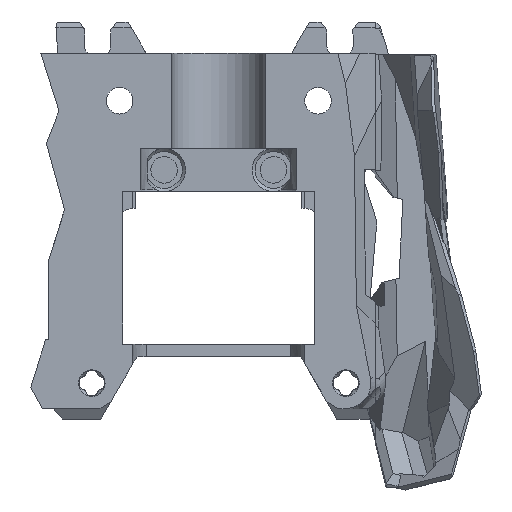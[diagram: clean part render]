
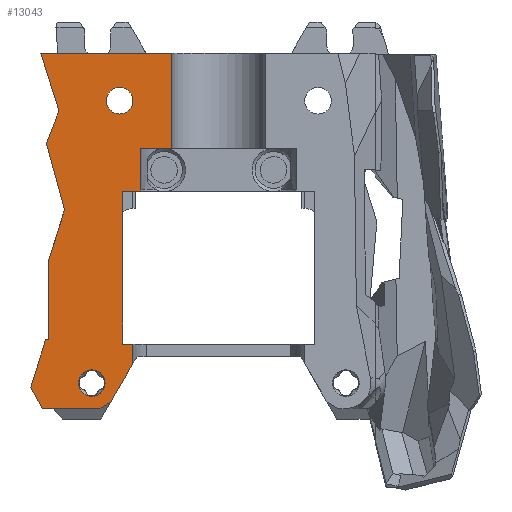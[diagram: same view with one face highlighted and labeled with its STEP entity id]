
A CAD part, front view. The second image highlights one B-rep face of the part: STEP entity #13043.
In plain terms, the highlighted planar face has unit normal (0, -1, 0).
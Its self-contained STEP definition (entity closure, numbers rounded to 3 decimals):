
#40=FACE_BOUND('',#1831,.T.);
#41=FACE_BOUND('',#1832,.T.);
#417=CIRCLE('',#13264,1.7);
#422=CIRCLE('',#13270,1.7);
#1144=FACE_OUTER_BOUND('',#1830,.T.);
#1830=EDGE_LOOP('',(#11057,#11058,#11059,#11060,#11061,#11062,#11063,#11064,
#11065,#11066,#11067,#11068,#11069,#11070,#11071,#11072,#11073,#11074,#11075,
#11076,#11077,#11078));
#1831=EDGE_LOOP('',(#11079));
#1832=EDGE_LOOP('',(#11080));
#2041=LINE('',#17128,#3551);
#2045=LINE('',#17135,#3555);
#2058=LINE('',#17162,#3568);
#2074=LINE('',#17195,#3584);
#2162=LINE('',#17409,#3672);
#2168=LINE('',#17422,#3678);
#2169=LINE('',#17424,#3679);
#2173=LINE('',#17431,#3683);
#2174=LINE('',#17433,#3684);
#2175=LINE('',#17436,#3685);
#2181=LINE('',#17447,#3691);
#2182=LINE('',#17450,#3692);
#2187=LINE('',#17458,#3697);
#3062=LINE('',#21721,#4572);
#3063=LINE('',#21723,#4573);
#3067=LINE('',#21732,#4577);
#3069=LINE('',#21766,#4579);
#3074=LINE('',#21796,#4584);
#3149=LINE('',#21980,#4659);
#3154=LINE('',#21992,#4664);
#3155=LINE('',#21994,#4665);
#3169=LINE('',#22077,#4679);
#3551=VECTOR('',#14054,10.);
#3555=VECTOR('',#14058,10.);
#3568=VECTOR('',#14073,10.);
#3584=VECTOR('',#14097,10.);
#3672=VECTOR('',#14235,10.);
#3678=VECTOR('',#14245,10.);
#3679=VECTOR('',#14248,10.);
#3683=VECTOR('',#14254,10.);
#3684=VECTOR('',#14257,10.);
#3685=VECTOR('',#14260,10.);
#3691=VECTOR('',#14268,10.);
#3692=VECTOR('',#14271,10.);
#3697=VECTOR('',#14278,10.);
#4572=VECTOR('',#16053,10.);
#4573=VECTOR('',#16054,10.);
#4577=VECTOR('',#16062,10.);
#4579=VECTOR('',#16076,10.);
#4584=VECTOR('',#16087,10.);
#4659=VECTOR('',#16260,10.);
#4664=VECTOR('',#16271,10.);
#4665=VECTOR('',#16274,10.);
#4679=VECTOR('',#16336,10.);
#5065=VERTEX_POINT('',#17125);
#5066=VERTEX_POINT('',#17127);
#5069=VERTEX_POINT('',#17134);
#5081=VERTEX_POINT('',#17159);
#5082=VERTEX_POINT('',#17161);
#5094=VERTEX_POINT('',#17193);
#5095=VERTEX_POINT('',#17194);
#5168=VERTEX_POINT('',#17406);
#5169=VERTEX_POINT('',#17408);
#5174=VERTEX_POINT('',#17420);
#5176=VERTEX_POINT('',#17429);
#5177=VERTEX_POINT('',#17435);
#5181=VERTEX_POINT('',#17445);
#5182=VERTEX_POINT('',#17449);
#5185=VERTEX_POINT('',#17460);
#5190=VERTEX_POINT('',#17472);
#5953=VERTEX_POINT('',#21718);
#5954=VERTEX_POINT('',#21720);
#5955=VERTEX_POINT('',#21722);
#5957=VERTEX_POINT('',#21730);
#5958=VERTEX_POINT('',#21731);
#5967=VERTEX_POINT('',#21764);
#5968=VERTEX_POINT('',#21765);
#6024=VERTEX_POINT('',#21982);
#6320=EDGE_CURVE('',#5066,#5065,#2041,.T.);
#6324=EDGE_CURVE('',#5066,#5069,#2045,.T.);
#6337=EDGE_CURVE('',#5081,#5082,#2058,.T.);
#6353=EDGE_CURVE('',#5094,#5095,#2074,.T.);
#6447=EDGE_CURVE('',#5168,#5169,#2162,.T.);
#6454=EDGE_CURVE('',#5168,#5174,#2168,.T.);
#6455=EDGE_CURVE('',#5174,#5095,#2169,.F.);
#6459=EDGE_CURVE('',#5094,#5176,#2173,.T.);
#6460=EDGE_CURVE('',#5082,#5176,#2174,.T.);
#6461=EDGE_CURVE('',#5177,#5081,#2175,.T.);
#6467=EDGE_CURVE('',#5177,#5181,#2181,.F.);
#6468=EDGE_CURVE('',#5182,#5181,#2182,.T.);
#6473=EDGE_CURVE('',#5069,#5182,#2187,.T.);
#6474=EDGE_CURVE('',#5185,#5185,#417,.T.);
#6480=EDGE_CURVE('',#5190,#5190,#422,.T.);
#7661=EDGE_CURVE('',#5954,#5953,#3062,.T.);
#7662=EDGE_CURVE('',#5955,#5954,#3063,.T.);
#7666=EDGE_CURVE('',#5957,#5958,#3067,.T.);
#7676=EDGE_CURVE('',#5967,#5968,#3069,.T.);
#7686=EDGE_CURVE('',#5958,#5967,#3074,.T.);
#7775=EDGE_CURVE('',#5968,#5169,#3149,.T.);
#7782=EDGE_CURVE('',#5955,#6024,#3154,.T.);
#7783=EDGE_CURVE('',#5065,#6024,#3155,.T.);
#7813=EDGE_CURVE('',#5953,#5957,#3169,.T.);
#11057=ORIENTED_EDGE('',*,*,#7661,.T.);
#11058=ORIENTED_EDGE('',*,*,#7813,.T.);
#11059=ORIENTED_EDGE('',*,*,#7666,.T.);
#11060=ORIENTED_EDGE('',*,*,#7686,.T.);
#11061=ORIENTED_EDGE('',*,*,#7676,.T.);
#11062=ORIENTED_EDGE('',*,*,#7775,.T.);
#11063=ORIENTED_EDGE('',*,*,#6447,.F.);
#11064=ORIENTED_EDGE('',*,*,#6454,.T.);
#11065=ORIENTED_EDGE('',*,*,#6455,.T.);
#11066=ORIENTED_EDGE('',*,*,#6353,.F.);
#11067=ORIENTED_EDGE('',*,*,#6459,.T.);
#11068=ORIENTED_EDGE('',*,*,#6460,.F.);
#11069=ORIENTED_EDGE('',*,*,#6337,.F.);
#11070=ORIENTED_EDGE('',*,*,#6461,.F.);
#11071=ORIENTED_EDGE('',*,*,#6467,.T.);
#11072=ORIENTED_EDGE('',*,*,#6468,.F.);
#11073=ORIENTED_EDGE('',*,*,#6473,.F.);
#11074=ORIENTED_EDGE('',*,*,#6324,.F.);
#11075=ORIENTED_EDGE('',*,*,#6320,.T.);
#11076=ORIENTED_EDGE('',*,*,#7783,.T.);
#11077=ORIENTED_EDGE('',*,*,#7782,.F.);
#11078=ORIENTED_EDGE('',*,*,#7662,.T.);
#11079=ORIENTED_EDGE('',*,*,#6474,.F.);
#11080=ORIENTED_EDGE('',*,*,#6480,.T.);
#12400=PLANE('',#13800);
#13043=ADVANCED_FACE('',(#1144,#40,#41),#12400,.F.);
#13264=AXIS2_PLACEMENT_3D('',#17461,#14281,#14282);
#13270=AXIS2_PLACEMENT_3D('',#17473,#14294,#14295);
#13800=AXIS2_PLACEMENT_3D('',#22076,#16334,#16335);
#14054=DIRECTION('',(0.5,0.,0.866));
#14058=DIRECTION('',(-0.5,0.,-0.866));
#14073=DIRECTION('',(1.,0.,0.));
#14097=DIRECTION('',(-0.264,0.,0.964));
#14235=DIRECTION('',(1.,0.,0.));
#14245=DIRECTION('',(0.299,0.,-0.954));
#14248=DIRECTION('',(0.355,0.,0.935));
#14254=DIRECTION('',(-0.298,0.,-0.955));
#14257=DIRECTION('',(0.,0.,1.));
#14260=DIRECTION('',(0.298,0.,0.955));
#14268=DIRECTION('',(-0.481,0.,0.877));
#14271=DIRECTION('',(-1.,0.,0.));
#14278=DIRECTION('',(-0.866,0.,-0.5));
#14281=DIRECTION('center_axis',(0.,-1.,0.));
#14282=DIRECTION('ref_axis',(0.,0.,
-1.));
#14294=DIRECTION('center_axis',(0.,1.,0.));
#14295=DIRECTION('ref_axis',(1.,0.,0.));
#16053=DIRECTION('',(0.,0.,1.));
#16054=DIRECTION('',(0.,0.,1.));
#16062=DIRECTION('',(-0.707,0.,0.707));
#16076=DIRECTION('',(1.,0.,0.));
#16087=DIRECTION('',(0.,0.,1.));
#16260=DIRECTION('',(0.,0.,1.));
#16271=DIRECTION('',(1.,0.,0.));
#16274=DIRECTION('',(0.,0.,1.));
#16334=DIRECTION('center_axis',(0.,1.,0.));
#16335=DIRECTION('ref_axis',(0.,0.,
1.));
#16336=DIRECTION('',(1.,0.,0.));
#17125=CARTESIAN_POINT('',(-11.,0.,21.967));
#17127=CARTESIAN_POINT('',(-12.3,0.,19.716));
#17128=CARTESIAN_POINT('',(-5.993,0.,30.64));
#17134=CARTESIAN_POINT('',(-13.845,0.,17.04));
#17135=CARTESIAN_POINT('',(-11.565,0.,20.989));
#17159=CARTESIAN_POINT('',(-22.157,0.,25.021));
#17161=CARTESIAN_POINT('',(-21.769,0.,25.021));
#17162=CARTESIAN_POINT('',(2.198,0.,25.021));
#17193=CARTESIAN_POINT('',(-19.739,0.,41.628));
#17194=CARTESIAN_POINT('',(-22.056,0.,50.089));
#17195=CARTESIAN_POINT('',(-19.579,0.,41.042));
#17406=CARTESIAN_POINT('',(-22.767,0.,61.673));
#17408=CARTESIAN_POINT('',(-6.,0.,61.673));
#17409=CARTESIAN_POINT('',(-19.733,0.,61.673));
#17420=CARTESIAN_POINT('',(-20.455,0.,54.305));
#17422=CARTESIAN_POINT('',(-22.767,0.,61.673));
#17424=CARTESIAN_POINT('',(-23.902,0.,45.228));
#17429=CARTESIAN_POINT('',(-21.769,0.,35.129));
#17431=CARTESIAN_POINT('',(-19.739,0.,41.628));
#17433=CARTESIAN_POINT('',(-21.769,0.,28.203));
#17435=CARTESIAN_POINT('',(-24.067,0.,18.904));
#17436=CARTESIAN_POINT('',(-23.108,0.,21.977));
#17445=CARTESIAN_POINT('',(-22.569,0.,16.174));
#17447=CARTESIAN_POINT('',(-25.05,0.,20.694));
#17449=CARTESIAN_POINT('',(-15.345,0.,16.174));
#17450=CARTESIAN_POINT('',(-23.493,0.,16.174));
#17458=CARTESIAN_POINT('',(0.496,0.,25.319));
#17460=CARTESIAN_POINT('',(-12.7,0.,57.296));
#17461=CARTESIAN_POINT('Origin',(-12.7,0.,
55.596));
#17472=CARTESIAN_POINT('',(-17.95,0.,19.474));
#17473=CARTESIAN_POINT('Origin',(-16.25,0.,
19.474));
#21718=CARTESIAN_POINT('',(-12.3,0.,43.998));
#21720=CARTESIAN_POINT('',(-12.3,0.,41.821));
#21721=CARTESIAN_POINT('',(-12.3,0.,36.963));
#21722=CARTESIAN_POINT('',(-12.3,0.,24.464));
#21723=CARTESIAN_POINT('',(-12.3,0.,39.637));
#21730=CARTESIAN_POINT('',(-9.8,0.,43.998));
#21731=CARTESIAN_POINT('',(-10.,0.,44.198));
#21732=CARTESIAN_POINT('',(-9.8,0.,43.998));
#21764=CARTESIAN_POINT('',(-10.,0.,49.498));
#21765=CARTESIAN_POINT('',(-6.,0.,49.498));
#21766=CARTESIAN_POINT('',(8.349,0.,49.498));
#21796=CARTESIAN_POINT('',(-10.,0.,48.498));
#21980=CARTESIAN_POINT('',(-6.,0.,32.527));
#21982=CARTESIAN_POINT('',(-11.,0.,24.464));
#21992=CARTESIAN_POINT('',(-12.3,0.,24.464));
#21994=CARTESIAN_POINT('',(-11.,0.,22.848));
#22076=CARTESIAN_POINT('Origin',(16.698,0.,
32.106));
#22077=CARTESIAN_POINT('',(8.599,0.,43.998));
